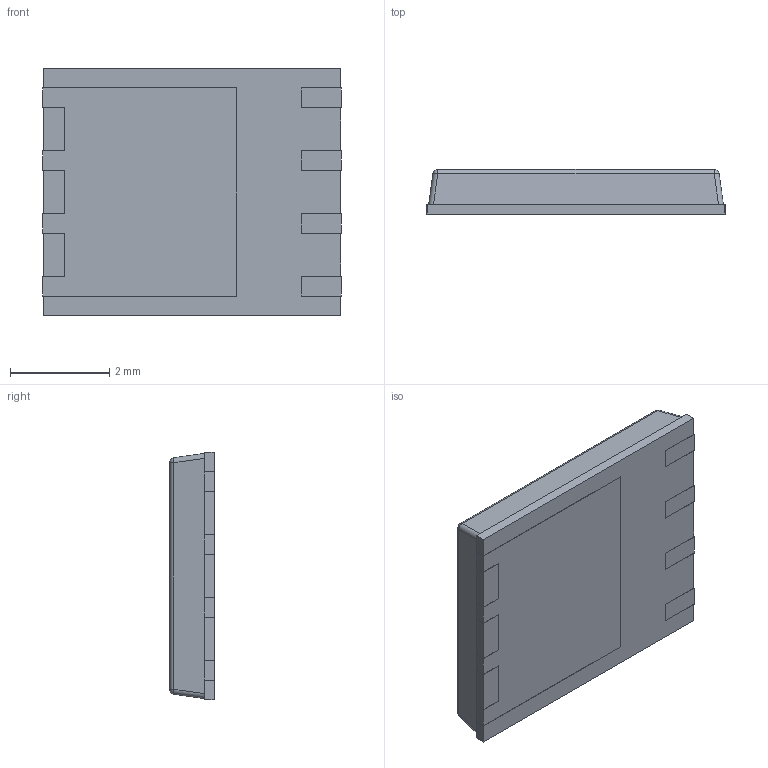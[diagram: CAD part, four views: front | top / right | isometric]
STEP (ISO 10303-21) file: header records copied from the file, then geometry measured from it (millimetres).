
FILE_DESCRIPTION (( 'STEP AP214' ), '1' );
FILE_NAME ('User Library-PQFN 5x6.STEP', '2018-06-29T17:26:07', ( '' ), ( '' ), 'SwSTEP 2.0', 'SolidWorks 2018', '' );
FILE_SCHEMA (( 'AUTOMOTIVE_DESIGN' ));
Length unit declared in the file: millimetre
Products named in the file (1): User Library-PQFN 5x6
Bounding box: 6.02 x 0.9 x 5 mm (x, y, z)
Volume: 25.8 mm3; surface area: 76.8 mm2
Topology: 1 solids, 1 shells, 74 faces, 202 edges, 128 vertices
Faces by surface type: plane 60, cylinder 10, sphere 4
Entity records: 2978 total; most frequent: CARTESIAN_POINT 413, ORIENTED_EDGE 396, DIRECTION 360, EDGE_CURVE 198, VECTOR 178, LINE 178, VERTEX_POINT 128, AXIS2_PLACEMENT_3D 91
